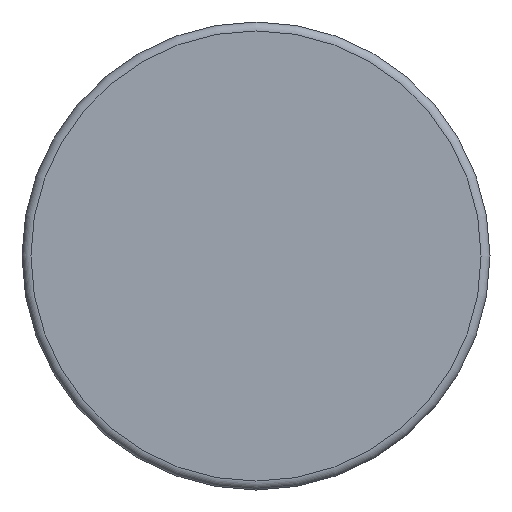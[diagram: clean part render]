
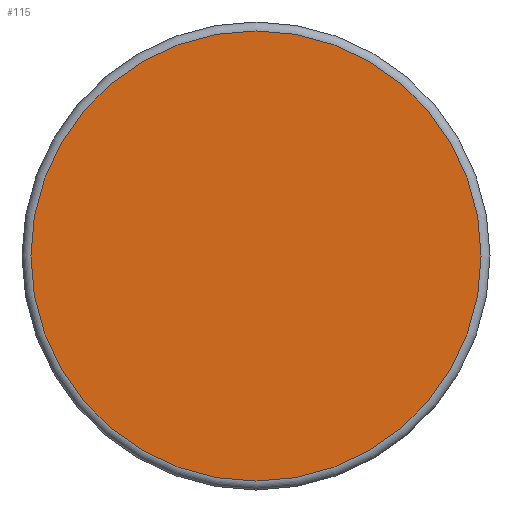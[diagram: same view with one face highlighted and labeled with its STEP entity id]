
A CAD part, left-side view. The second image highlights one B-rep face of the part: STEP entity #115.
In plain terms, the highlighted planar face has unit normal (-1, 0, 0).
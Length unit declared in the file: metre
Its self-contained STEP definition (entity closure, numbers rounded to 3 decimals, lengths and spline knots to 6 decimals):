
#30=ORIENTED_EDGE('',*,*,#48,.T.);
#48=EDGE_CURVE('',#57,#57,#66,.T.);
#57=VERTEX_POINT('',#225);
#66=CIRCLE('',#164,0.00505);
#75=EDGE_LOOP('',(#30));
#93=FACE_BOUND('',#75,.T.);
#111=PLANE('',#163);
#115=ADVANCED_FACE('',(#93),#111,.F.);
#163=AXIS2_PLACEMENT_3D('',#223,#184,#185);
#164=AXIS2_PLACEMENT_3D('',#224,#186,#187);
#184=DIRECTION('',(1.,0.,0.));
#185=DIRECTION('',(0.,0.,-1.));
#186=DIRECTION('',(-1.,0.,0.));
#187=DIRECTION('',(0.,0.,-1.));
#223=CARTESIAN_POINT('',(0.,0.,0.));
#224=CARTESIAN_POINT('',(0.,0.,0.));
#225=CARTESIAN_POINT('',(0.,0.,-0.00505));
